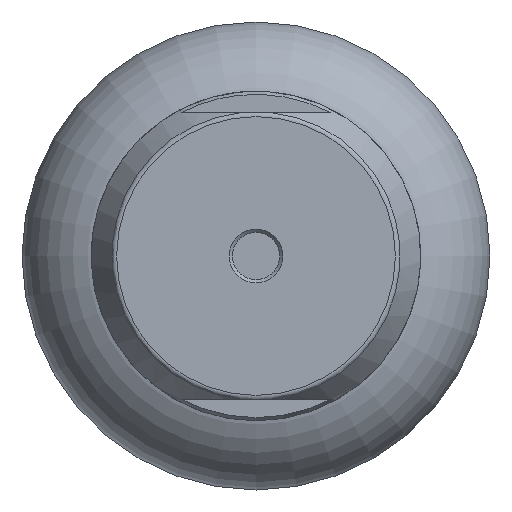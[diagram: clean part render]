
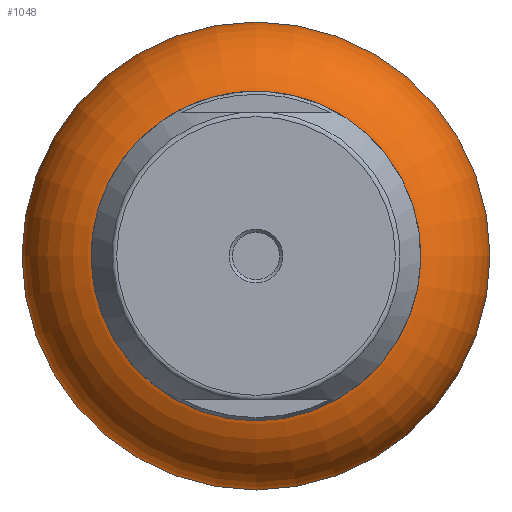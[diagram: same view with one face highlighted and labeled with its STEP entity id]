
A CAD part, front view. The second image highlights one B-rep face of the part: STEP entity #1048.
In plain terms, the highlighted toroidal (fillet/blend) face has major radius 24.5 mm and minor radius 18 mm.
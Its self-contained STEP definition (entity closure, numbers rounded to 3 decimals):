
#160=TOROIDAL_SURFACE('',#1238,24.5,18.);
#375=ORIENTED_EDGE('',*,*,#517,.T.);
#376=ORIENTED_EDGE('',*,*,#519,.F.);
#517=EDGE_CURVE('',#621,#621,#699,.T.);
#519=EDGE_CURVE('',#623,#623,#701,.T.);
#621=VERTEX_POINT('',#1872);
#623=VERTEX_POINT('',#1878);
#699=CIRCLE('',#1233,24.5);
#701=CIRCLE('',#1237,24.5);
#815=EDGE_LOOP('',(#375));
#816=EDGE_LOOP('',(#376));
#946=FACE_BOUND('',#815,.T.);
#947=FACE_BOUND('',#816,.T.);
#1048=ADVANCED_FACE('',(#946,#947),#160,.T.);
#1233=AXIS2_PLACEMENT_3D('',#1871,#1526,#1527);
#1237=AXIS2_PLACEMENT_3D('',#1877,#1534,#1535);
#1238=AXIS2_PLACEMENT_3D('',#1879,#1536,#1537);
#1526=DIRECTION('',(0.,-1.,0.));
#1527=DIRECTION('',(0.,0.,-1.));
#1534=DIRECTION('',(0.,-1.,0.));
#1535=DIRECTION('',(0.,0.,-1.));
#1536=DIRECTION('',(0.,-1.,0.));
#1537=DIRECTION('',(0.,0.,-1.));
#1871=CARTESIAN_POINT('',(0.,18.,0.));
#1872=CARTESIAN_POINT('',(0.,18.,-24.5));
#1877=CARTESIAN_POINT('',(0.,-18.,0.));
#1878=CARTESIAN_POINT('',(0.,-18.,-24.5));
#1879=CARTESIAN_POINT('',(0.,0.,0.));
